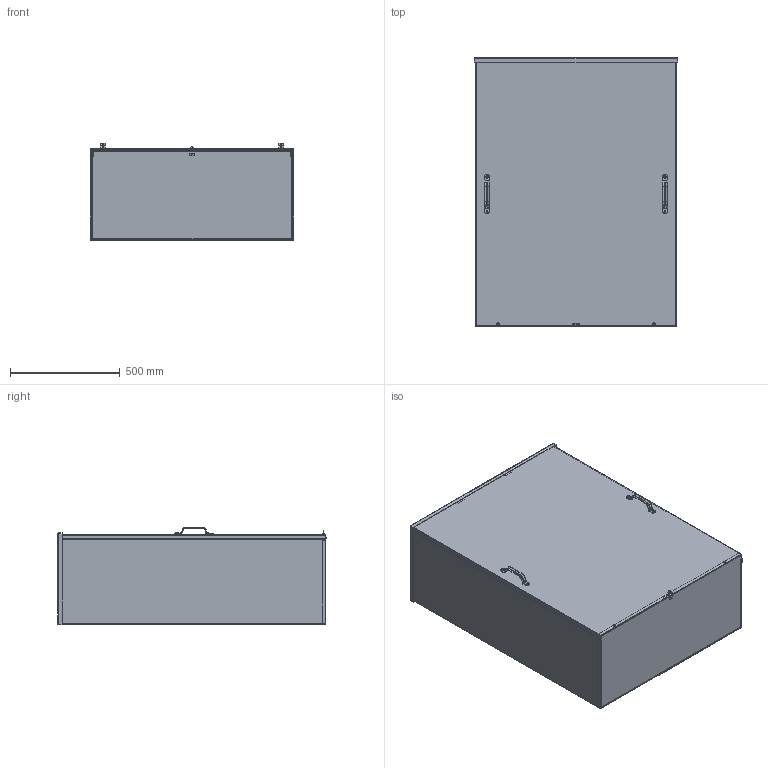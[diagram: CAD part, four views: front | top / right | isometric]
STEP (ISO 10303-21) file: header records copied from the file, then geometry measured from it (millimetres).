
FILE_DESCRIPTION(/* description */ ('WCT, NEMA 3R, CS, BACK & SIDES, 48X36X16'),/* implementation_level */ '2;1');
FILE_NAME(/* name */ 'WCT483616.stp',/* time_stamp */ '2015-06-16T16:41:17+05:00',/* author */ ('schinnathambi'),/* organization */ (''),/* preprocessor_version */ 'ST-DEVELOPER v15.2',/* originating_system */ 'Autodesk Inventor 2014',/* authorisation */ '');
FILE_SCHEMA (('AUTOMOTIVE_DESIGN { 1 0 10303 214 3 1 1 }'));
Length unit declared in the file: inch
Products named in the file (15): WCT483616BKP; WCT3616BTM; WCT4836LID; WCT3616CAP; 3183; 31823; 36915-12GA; 34984; 372163; 39035; 39077; 32419; 30229; 34920; WCT483616
Bounding box: 927.1 x 1222.56 x 446.7 mm (x, y, z)
Volume: 9763084.1 mm3; surface area: 8251485.9 mm2
Topology: 30 solids, 30 shells, 1094 faces, 2669 edges, 1667 vertices
Faces by surface type: plane 540, cylinder 315, cone 152, bspline 49, torus 35, sphere 3
Full cylindrical faces by diameter (mm): 3.175 x3, 3.454 x1, 3.962 x2, 4.775 x2, 4.825 x20, 4.826 x2, 4.978 x2, 6.299 x2, 6.35 x8, 6.528 x2, 6.655 x1, 7.061 x2, 7.112 x4, 7.325 x4, 7.938 x6, 8.382 x4, 8.509 x4, 9.474 x2, 9.525 x5, 9.652 x4, 10.312 x2, 11.112 x6, 11.125 x4, 11.506 x2
Entity records: 15436 total; most frequent: CARTESIAN_POINT 3676, DIRECTION 2380, ORIENTED_EDGE 2188, EDGE_CURVE 1094, AXIS2_PLACEMENT_3D 881, VERTEX_POINT 703, EDGE_LOOP 651, LINE 618
